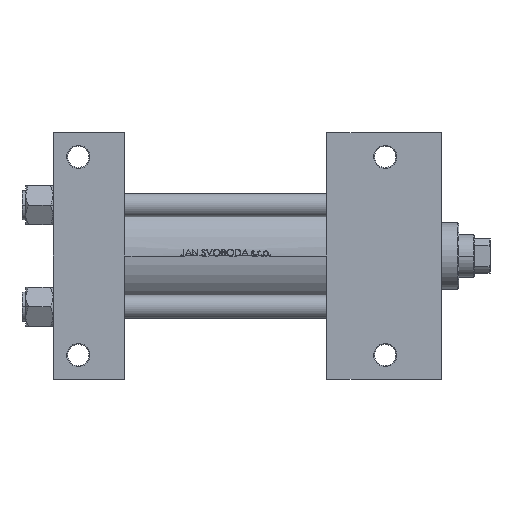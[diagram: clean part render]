
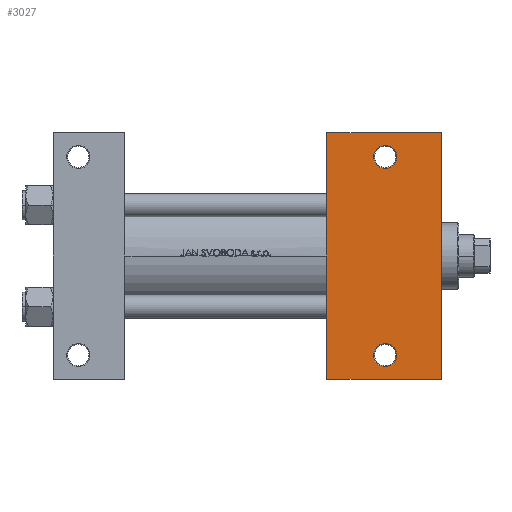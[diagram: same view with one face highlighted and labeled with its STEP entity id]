
A CAD part, front view. The second image highlights one B-rep face of the part: STEP entity #3027.
In plain terms, the highlighted face is planar.
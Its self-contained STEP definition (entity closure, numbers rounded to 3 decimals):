
#224 = VECTOR ( 'NONE', #29974, 1000. ) ;
#523 = DIRECTION ( 'NONE',  ( -1., 0., 0. ) ) ;
#886 = CARTESIAN_POINT ( 'NONE',  ( 141., -63.5, -37.5 ) ) ;
#1132 = DIRECTION ( 'NONE',  ( 0., -1., 0. ) ) ;
#1747 = AXIS2_PLACEMENT_3D ( 'NONE', #38384, #4285, #523 ) ;
#1803 = VERTEX_POINT ( 'NONE', #46743 ) ;
#2529 = VERTEX_POINT ( 'NONE', #886 ) ;
#2754 = AXIS2_PLACEMENT_3D ( 'NONE', #22478, #49094, #33445 ) ;
#3027 = ADVANCED_FACE ( 'NONE', ( #11550, #19518, #26724 ), #31216, .T. ) ;
#4285 = DIRECTION ( 'NONE',  ( 0., 0., 1. ) ) ;
#5459 = DIRECTION ( 'NONE',  ( 0., -1., 0. ) ) ;
#7330 = LINE ( 'NONE', #37700, #224 ) ;
#8907 = CARTESIAN_POINT ( 'NONE',  ( 200., -63.5, -37.5 ) ) ;
#8946 = LINE ( 'NONE', #31844, #31264 ) ;
#9210 = VERTEX_POINT ( 'NONE', #48815 ) ;
#9350 = LINE ( 'NONE', #42953, #17248 ) ;
#10270 = DIRECTION ( 'NONE',  ( -1., 0., 0. ) ) ;
#10404 = ORIENTED_EDGE ( 'NONE', *, *, #21265, .T. ) ;
#11550 = FACE_BOUND ( 'NONE', #13647, .T. ) ;
#12370 = CARTESIAN_POINT ( 'NONE',  ( 171., -51., -37.5 ) ) ;
#12608 = DIRECTION ( 'NONE',  ( -1., 0., 0. ) ) ;
#12983 = EDGE_CURVE ( 'NONE', #36460, #2529, #25200, .T. ) ;
#13647 = EDGE_LOOP ( 'NONE', ( #23896, #44283 ) ) ;
#14250 = CARTESIAN_POINT ( 'NONE',  ( 141., -63.5, -37.5 ) ) ;
#14999 = CARTESIAN_POINT ( 'NONE',  ( 165.001, 51., -37.5 ) ) ;
#15805 = CIRCLE ( 'NONE', #45221, 5.999 ) ;
#16033 = DIRECTION ( 'NONE',  ( -1., 0., 0. ) ) ;
#16353 = DIRECTION ( 'NONE',  ( 0., 0., 1. ) ) ;
#17248 = VECTOR ( 'NONE', #1132, 1000. ) ;
#17545 = EDGE_LOOP ( 'NONE', ( #46435, #25001 ) ) ;
#19518 = FACE_BOUND ( 'NONE', #17545, .T. ) ;
#19877 = ORIENTED_EDGE ( 'NONE', *, *, #45309, .T. ) ;
#21265 = EDGE_CURVE ( 'NONE', #47618, #9210, #7330, .T. ) ;
#22059 = AXIS2_PLACEMENT_3D ( 'NONE', #46390, #23255, #16033 ) ;
#22478 = CARTESIAN_POINT ( 'NONE',  ( 171., 51., -37.5 ) ) ;
#23255 = DIRECTION ( 'NONE',  ( 0., 0., -1. ) ) ;
#23896 = ORIENTED_EDGE ( 'NONE', *, *, #39438, .T. ) ;
#24206 = CIRCLE ( 'NONE', #2754, 5.999 ) ;
#24396 = EDGE_CURVE ( 'NONE', #1803, #31715, #15805, .T. ) ;
#25001 = ORIENTED_EDGE ( 'NONE', *, *, #30042, .T. ) ;
#25200 = LINE ( 'NONE', #14250, #39738 ) ;
#25986 = VERTEX_POINT ( 'NONE', #14999 ) ;
#26411 = AXIS2_PLACEMENT_3D ( 'NONE', #12370, #16353, #12608 ) ;
#26724 = FACE_OUTER_BOUND ( 'NONE', #27999, .T. ) ;
#27999 = EDGE_LOOP ( 'NONE', ( #33352, #10404, #19877, #30083 ) ) ;
#29703 = EDGE_CURVE ( 'NONE', #38689, #25986, #43078, .T. ) ;
#29974 = DIRECTION ( 'NONE',  ( 1., 0., 0. ) ) ;
#30042 = EDGE_CURVE ( 'NONE', #31715, #1803, #41570, .T. ) ;
#30083 = ORIENTED_EDGE ( 'NONE', *, *, #12983, .T. ) ;
#30310 = CARTESIAN_POINT ( 'NONE',  ( 176.999, -51., -37.5 ) ) ;
#30657 = CARTESIAN_POINT ( 'NONE',  ( 176.999, 51., -37.5 ) ) ;
#31216 = PLANE ( 'NONE',  #22059 ) ;
#31264 = VECTOR ( 'NONE', #5459, 1000. ) ;
#31504 = EDGE_CURVE ( 'NONE', #47618, #2529, #8946, .T. ) ;
#31715 = VERTEX_POINT ( 'NONE', #30310 ) ;
#31844 = CARTESIAN_POINT ( 'NONE',  ( 141., 37.5, -37.5 ) ) ;
#33352 = ORIENTED_EDGE ( 'NONE', *, *, #31504, .F. ) ;
#33445 = DIRECTION ( 'NONE',  ( -1., 0., 0. ) ) ;
#36460 = VERTEX_POINT ( 'NONE', #8907 ) ;
#36791 = CARTESIAN_POINT ( 'NONE',  ( 141., 63.5, -37.5 ) ) ;
#37440 = DIRECTION ( 'NONE',  ( 0., 0., 1. ) ) ;
#37700 = CARTESIAN_POINT ( 'NONE',  ( 141., 63.5, -37.5 ) ) ;
#38384 = CARTESIAN_POINT ( 'NONE',  ( 171., 51., -37.5 ) ) ;
#38689 = VERTEX_POINT ( 'NONE', #30657 ) ;
#39438 = EDGE_CURVE ( 'NONE', #25986, #38689, #24206, .T. ) ;
#39738 = VECTOR ( 'NONE', #10270, 1000. ) ;
#40917 = DIRECTION ( 'NONE',  ( -1., 0., 0. ) ) ;
#41570 = CIRCLE ( 'NONE', #26411, 5.999 ) ;
#41657 = CARTESIAN_POINT ( 'NONE',  ( 171., -51., -37.5 ) ) ;
#42953 = CARTESIAN_POINT ( 'NONE',  ( 200., 37.5, -37.5 ) ) ;
#43078 = CIRCLE ( 'NONE', #1747, 5.999 ) ;
#44283 = ORIENTED_EDGE ( 'NONE', *, *, #29703, .T. ) ;
#45221 = AXIS2_PLACEMENT_3D ( 'NONE', #41657, #37440, #40917 ) ;
#45309 = EDGE_CURVE ( 'NONE', #9210, #36460, #9350, .T. ) ;
#46390 = CARTESIAN_POINT ( 'NONE',  ( 200., 37.5, -37.5 ) ) ;
#46435 = ORIENTED_EDGE ( 'NONE', *, *, #24396, .T. ) ;
#46743 = CARTESIAN_POINT ( 'NONE',  ( 165.001, -51., -37.5 ) ) ;
#47618 = VERTEX_POINT ( 'NONE', #36791 ) ;
#48815 = CARTESIAN_POINT ( 'NONE',  ( 200., 63.5, -37.5 ) ) ;
#49094 = DIRECTION ( 'NONE',  ( 0., 0., 1. ) ) ;
